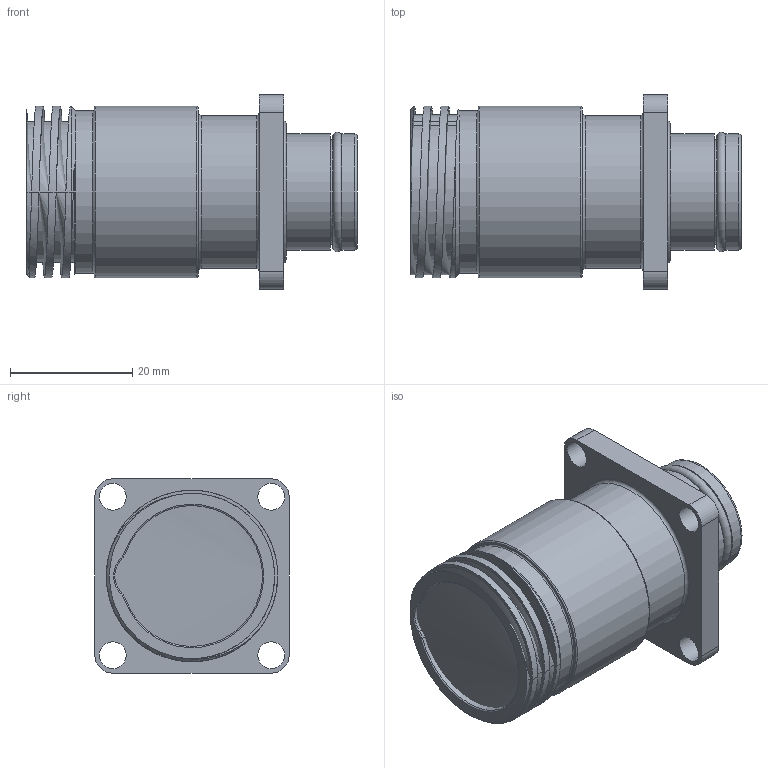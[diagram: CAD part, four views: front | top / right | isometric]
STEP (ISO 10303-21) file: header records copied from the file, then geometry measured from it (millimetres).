
FILE_DESCRIPTION(/* description */ (''),/* implementation_level */ '2;1');
FILE_NAME(/* name */ 'TrustLink MS FCR A 8 F.stp',/* time_stamp */ '2021-03-09T15:32:39+01:00',/* author */ ('sh'),/* organization */ (''),/* preprocessor_version */ 'ST-DEVELOPER v17.2',/* originating_system */ 'Autodesk Inventor 2019',/* authorisation */ '');
FILE_SCHEMA (('AUTOMOTIVE_DESIGN { 1 0 10303 214 3 1 1 }'));
Length unit declared in the file: millimetre
Products named in the file (1): TrustLink MS FCR A 8 F
Bounding box: 54 x 31.75 x 31.75 mm (x, y, z)
Volume: 17232.9 mm3; surface area: 12685.2 mm2
Topology: 2 solids, 2 shells, 858 faces, 2205 edges, 1388 vertices
Faces by surface type: cylinder 281, plane 270, bspline 98, torus 93, cone 88, sphere 28
Full cylindrical faces by diameter (mm): 0.5 x8, 1.05 x8, 1.12 x8, 1.32 x8, 1.4 x8, 1.6 x8, 1.75 x8, 1.78 x8, 1.8 x16, 1.98 x8, 2.4 x8, 3.2 x1, 4.4 x4, 14 x1, 15 x1, 17 x2, 18 x1, 19 x3, 19.5 x1, 20.5 x2, 23 x2, 24.3 x1, 25 x1, 25.2 x4, 26.5 x1, 27 x6, 28 x3
Entity records: 30821 total; most frequent: CARTESIAN_POINT 9031, DIRECTION 4416, ORIENTED_EDGE 4378, EDGE_CURVE 2189, AXIS2_PLACEMENT_3D 1773, VERTEX_POINT 1388, EDGE_LOOP 974, CIRCLE 952
